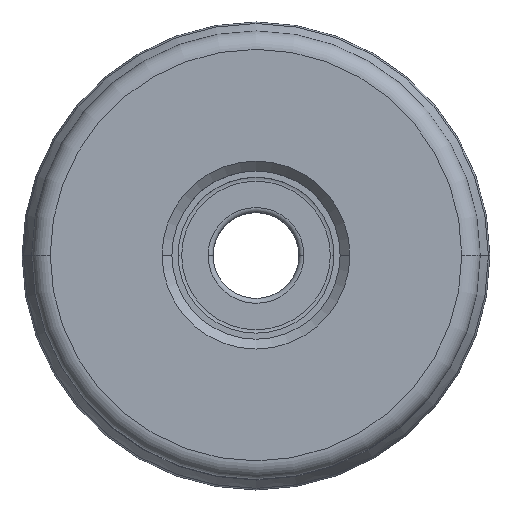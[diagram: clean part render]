
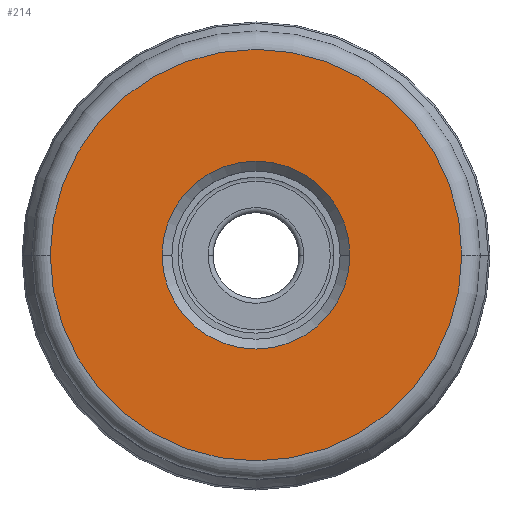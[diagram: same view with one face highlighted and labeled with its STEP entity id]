
A CAD part, top view. The second image highlights one B-rep face of the part: STEP entity #214.
In plain terms, the highlighted planar face has unit normal (0, 0, 1).
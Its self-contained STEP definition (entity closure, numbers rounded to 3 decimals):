
#100=PLANE('',#1938);
#110=FACE_BOUND('',#416,.T.);
#111=FACE_BOUND('',#417,.T.);
#214=ADVANCED_FACE('',(#110,#111),#100,.F.);
#416=EDGE_LOOP('',(#747,#748,#749,#750));
#417=EDGE_LOOP('',(#751,#752,#753,#754));
#747=ORIENTED_EDGE('',*,*,#1235,.T.);
#748=ORIENTED_EDGE('',*,*,#1241,.T.);
#749=ORIENTED_EDGE('',*,*,#1240,.T.);
#750=ORIENTED_EDGE('',*,*,#1236,.T.);
#751=ORIENTED_EDGE('',*,*,#1242,.T.);
#752=ORIENTED_EDGE('',*,*,#1243,.T.);
#753=ORIENTED_EDGE('',*,*,#1244,.T.);
#754=ORIENTED_EDGE('',*,*,#1245,.T.);
#1024=VERTEX_POINT('',#4868);
#1025=VERTEX_POINT('',#4870);
#1026=VERTEX_POINT('',#4872);
#1028=VERTEX_POINT('',#4879);
#1029=VERTEX_POINT('',#4883);
#1030=VERTEX_POINT('',#4884);
#1031=VERTEX_POINT('',#4886);
#1032=VERTEX_POINT('',#4888);
#1235=EDGE_CURVE('',#1025,#1024,#1491,.T.);
#1236=EDGE_CURVE('',#1026,#1025,#1492,.T.);
#1240=EDGE_CURVE('',#1028,#1026,#1496,.T.);
#1241=EDGE_CURVE('',#1024,#1028,#1497,.T.);
#1242=EDGE_CURVE('',#1029,#1030,#1498,.T.);
#1243=EDGE_CURVE('',#1030,#1031,#1499,.T.);
#1244=EDGE_CURVE('',#1031,#1032,#1500,.T.);
#1245=EDGE_CURVE('',#1032,#1029,#1501,.T.);
#1491=CIRCLE('',#1925,16.757);
#1492=CIRCLE('',#1926,16.757);
#1496=CIRCLE('',#1931,16.757);
#1497=CIRCLE('',#1932,16.757);
#1498=CIRCLE('',#1934,7.65);
#1499=CIRCLE('',#1935,7.65);
#1500=CIRCLE('',#1936,7.65);
#1501=CIRCLE('',#1937,7.65);
#1925=AXIS2_PLACEMENT_3D('',#4869,#2393,#2394);
#1926=AXIS2_PLACEMENT_3D('',#4871,#2395,#2396);
#1931=AXIS2_PLACEMENT_3D('',#4878,#2405,#2406);
#1932=AXIS2_PLACEMENT_3D('',#4880,#2407,#2408);
#1934=AXIS2_PLACEMENT_3D('',#4882,#2411,#2412);
#1935=AXIS2_PLACEMENT_3D('',#4885,#2413,#2414);
#1936=AXIS2_PLACEMENT_3D('',#4887,#2415,#2416);
#1937=AXIS2_PLACEMENT_3D('',#4889,#2417,#2418);
#1938=AXIS2_PLACEMENT_3D('',#4890,#2419,#2420);
#2393=DIRECTION('',(0.,0.,1.));
#2394=DIRECTION('',(-1.,0.001,0.));
#2395=DIRECTION('',(0.,0.,1.));
#2396=DIRECTION('',(1.,0.,0.));
#2405=DIRECTION('',(0.,0.,1.));
#2406=DIRECTION('',(1.,-0.001,0.));
#2407=DIRECTION('',(0.,0.,1.));
#2408=DIRECTION('',(-1.,0.,0.));
#2411=DIRECTION('',(0.,0.,-1.));
#2412=DIRECTION('',(0.,1.,0.));
#2413=DIRECTION('',(0.,0.,-1.));
#2414=DIRECTION('',(1.,0.,0.));
#2415=DIRECTION('',(0.,0.,-1.));
#2416=DIRECTION('',(0.,-1.,0.));
#2417=DIRECTION('',(0.,0.,-1.));
#2418=DIRECTION('',(-1.,0.,0.));
#2419=DIRECTION('',(0.,0.,-1.));
#2420=DIRECTION('',(1.,0.,0.));
#4868=CARTESIAN_POINT('',(-16.757,0.,0.));
#4869=CARTESIAN_POINT('',(0.,0.,0.));
#4870=CARTESIAN_POINT('',(-16.756,0.02,0.));
#4871=CARTESIAN_POINT('',(0.,0.,0.));
#4872=CARTESIAN_POINT('',(16.757,0.,0.));
#4878=CARTESIAN_POINT('',(0.,0.,0.));
#4879=CARTESIAN_POINT('',(16.756,-0.02,0.));
#4880=CARTESIAN_POINT('',(0.,0.,0.));
#4882=CARTESIAN_POINT('',(0.,0.,0.));
#4883=CARTESIAN_POINT('',(0.,7.65,0.));
#4884=CARTESIAN_POINT('',(7.65,0.,0.));
#4885=CARTESIAN_POINT('',(0.,0.,0.));
#4886=CARTESIAN_POINT('',(0.,-7.65,0.));
#4887=CARTESIAN_POINT('',(0.,0.,0.));
#4888=CARTESIAN_POINT('',(-7.65,0.,0.));
#4889=CARTESIAN_POINT('',(0.,0.,0.));
#4890=CARTESIAN_POINT('',(0.,0.,0.));
